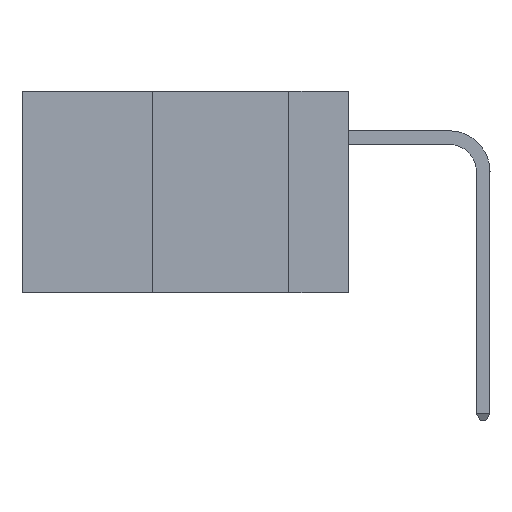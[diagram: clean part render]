
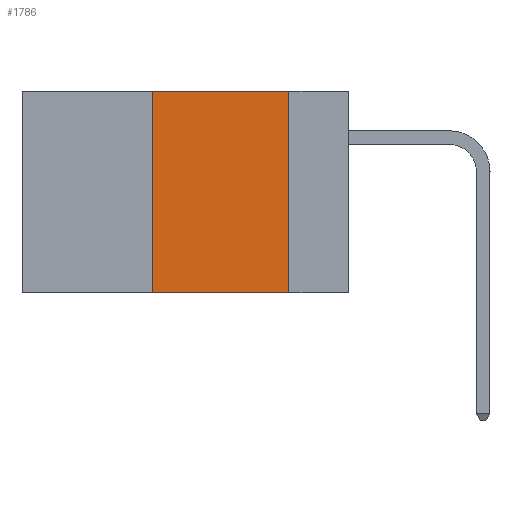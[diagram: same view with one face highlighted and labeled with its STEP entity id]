
A CAD part, left-side view. The second image highlights one B-rep face of the part: STEP entity #1786.
In plain terms, the highlighted planar face has unit normal (-1, 0, 0).
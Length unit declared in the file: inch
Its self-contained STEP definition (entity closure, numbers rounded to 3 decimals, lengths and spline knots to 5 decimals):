
#193 = VERTEX_POINT ( 'NONE', #11057 ) ;
#885 = CARTESIAN_POINT ( 'NONE',  ( 0., 0.11, 0. ) ) ;
#1237 = LINE ( 'NONE', #4653, #3530 ) ;
#1733 = DIRECTION ( 'NONE',  ( 0., -1., 0. ) ) ;
#1786 = ADVANCED_FACE ( 'NONE', ( #3636 ), #9059, .F. ) ;
#2617 = VERTEX_POINT ( 'NONE', #7614 ) ;
#2692 = CARTESIAN_POINT ( 'NONE',  ( 0., 0.36, 0. ) ) ;
#3530 = VECTOR ( 'NONE', #8389, 39.37008 ) ;
#3636 = FACE_OUTER_BOUND ( 'NONE', #8152, .T. ) ;
#3754 = ORIENTED_EDGE ( 'NONE', *, *, #11988, .F. ) ;
#4197 = ORIENTED_EDGE ( 'NONE', *, *, #10379, .F. ) ;
#4653 = CARTESIAN_POINT ( 'NONE',  ( 0., 0.6, 0. ) ) ;
#4791 = VERTEX_POINT ( 'NONE', #11979 ) ;
#4839 = AXIS2_PLACEMENT_3D ( 'NONE', #6401, #5616, #11711 ) ;
#5058 = DIRECTION ( 'NONE',  ( 0., 0., -1. ) ) ;
#5616 = DIRECTION ( 'NONE',  ( 1., 0., 0. ) ) ;
#6401 = CARTESIAN_POINT ( 'NONE',  ( 0., 0.6, 0. ) ) ;
#6845 = EDGE_CURVE ( 'NONE', #2617, #193, #9213, .T. ) ;
#6880 = VECTOR ( 'NONE', #10296, 39.37008 ) ;
#7394 = LINE ( 'NONE', #9581, #9464 ) ;
#7614 = CARTESIAN_POINT ( 'NONE',  ( 0., 0.36, -0.37 ) ) ;
#7627 = EDGE_CURVE ( 'NONE', #2617, #4791, #7394, .T. ) ;
#7966 = VECTOR ( 'NONE', #5058, 39.37008 ) ;
#8152 = EDGE_LOOP ( 'NONE', ( #3754, #4197, #10692, #9181 ) ) ;
#8389 = DIRECTION ( 'NONE',  ( 0., -1., 0. ) ) ;
#9059 = PLANE ( 'NONE',  #4839 ) ;
#9181 = ORIENTED_EDGE ( 'NONE', *, *, #7627, .T. ) ;
#9213 = LINE ( 'NONE', #2692, #6880 ) ;
#9464 = VECTOR ( 'NONE', #1733, 39.37008 ) ;
#9581 = CARTESIAN_POINT ( 'NONE',  ( 0., 0.6, -0.37 ) ) ;
#9973 = VERTEX_POINT ( 'NONE', #885 ) ;
#10296 = DIRECTION ( 'NONE',  ( 0., 0., 1. ) ) ;
#10379 = EDGE_CURVE ( 'NONE', #193, #9973, #1237, .T. ) ;
#10541 = LINE ( 'NONE', #11287, #7966 ) ;
#10692 = ORIENTED_EDGE ( 'NONE', *, *, #6845, .F. ) ;
#11057 = CARTESIAN_POINT ( 'NONE',  ( 0., 0.36, 0. ) ) ;
#11287 = CARTESIAN_POINT ( 'NONE',  ( 0., 0.11, 0. ) ) ;
#11711 = DIRECTION ( 'NONE',  ( 0., 0., -1. ) ) ;
#11979 = CARTESIAN_POINT ( 'NONE',  ( 0., 0.11, -0.37 ) ) ;
#11988 = EDGE_CURVE ( 'NONE', #9973, #4791, #10541, .T. ) ;
